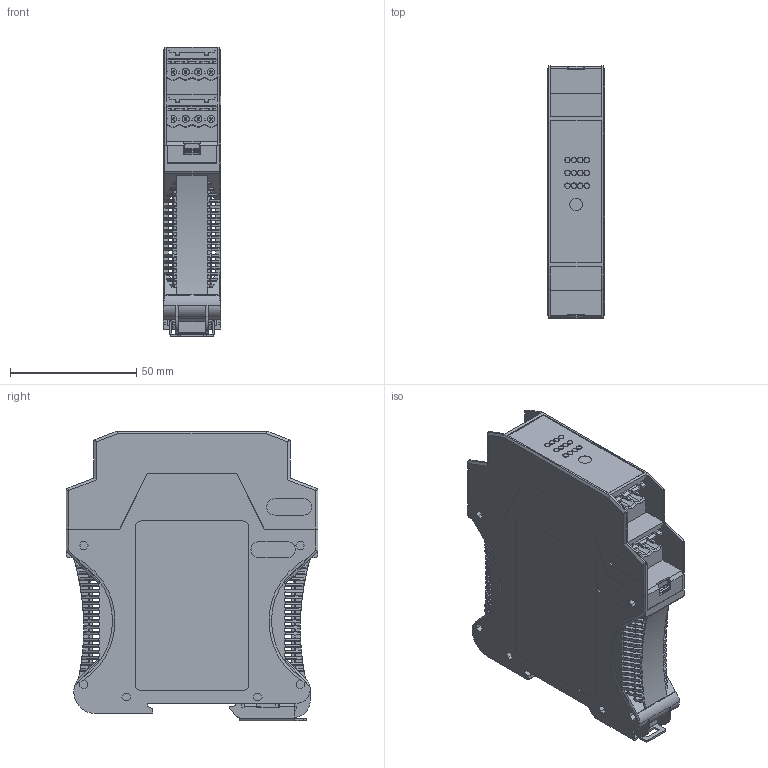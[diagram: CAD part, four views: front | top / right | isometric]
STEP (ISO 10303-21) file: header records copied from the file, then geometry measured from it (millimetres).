
FILE_DESCRIPTION(/* description */ ('Alibre Inc.'),/* implementation_level */ '2;1');
FILE_NAME(/* name */ 'export-D7C7F702-DD78-4DF7-B651-18949AF859CA',/* time_stamp */ '2022-11-21T14:19:47+01:00',/* author */ (''),/* organization */ (''),/* preprocessor_version */ 'ST-DEVELOPER v17',/* originating_system */ 'Alibre',/* authorisation */ '');
FILE_SCHEMA (('AUTOMOTIVE_DESIGN'));
Length unit declared in the file: millimetre
Products named in the file (7): PRT1255; ID_1
Bounding box: 22.7 x 99.7 x 114.58 mm (x, y, z)
Volume: 51531.2 mm3; surface area: 74657.4 mm2
Topology: 19 solids, 19 shells, 3696 faces, 10455 edges, 6690 vertices
Faces by surface type: plane 2634, cylinder 687, sphere 244, bspline 79, cone 44, torus 8
Full cylindrical faces by diameter (mm): 2.08 x12, 2.2 x24, 4.98 x1, 5 x2
Entity records: 99640 total; most frequent: CARTESIAN_POINT 23422, ORIENTED_EDGE 17204, DIRECTION 12830, EDGE_CURVE 8599, VECTOR 6260, LINE 6260, VERTEX_POINT 5542, AXIS2_PLACEMENT_3D 4297
